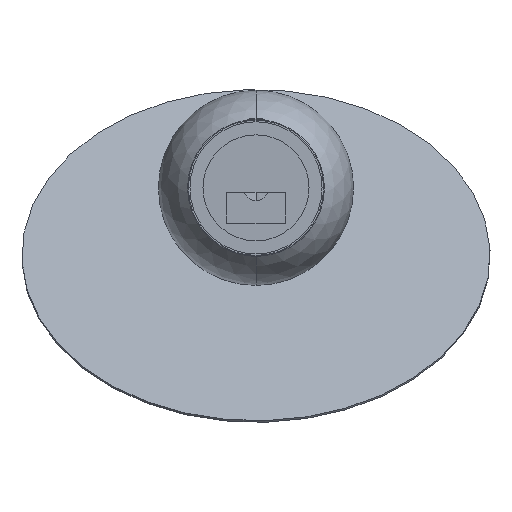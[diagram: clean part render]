
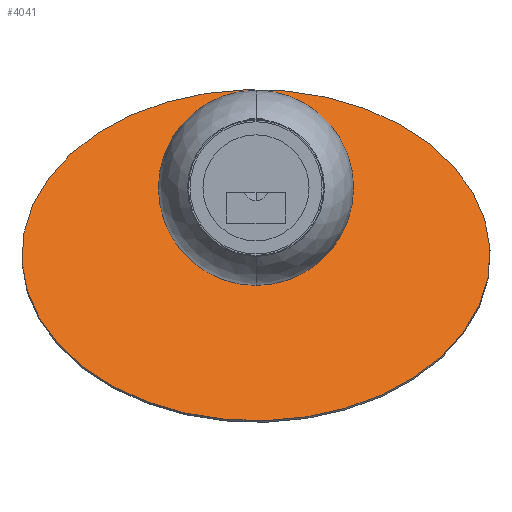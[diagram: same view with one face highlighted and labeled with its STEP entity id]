
A CAD part, front view. The second image highlights one B-rep face of the part: STEP entity #4041.
In plain terms, the highlighted face is planar.
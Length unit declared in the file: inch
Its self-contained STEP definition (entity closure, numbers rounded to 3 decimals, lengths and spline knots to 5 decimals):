
#344 = CIRCLE ( 'NONE', #4195, 0.31496 ) ;
#672 = CIRCLE ( 'NONE', #1157, 6. ) ;
#709 = DIRECTION ( 'NONE',  ( 0.707, 0., -0.707 ) ) ;
#906 = CARTESIAN_POINT ( 'NONE',  ( -1.83152, 0., 11.23892 ) ) ;
#1052 = CARTESIAN_POINT ( 'NONE',  ( -1.60881, 0., 11.46163 ) ) ;
#1157 = AXIS2_PLACEMENT_3D ( 'NONE', #906, #5662, #1595 ) ;
#1318 = DIRECTION ( 'NONE',  ( -0.707, 0., 0.707 ) ) ;
#1595 = DIRECTION ( 'NONE',  ( 0.707, 0., 0.707 ) ) ;
#1674 = FACE_BOUND ( 'NONE', #7366, .T. ) ;
#1678 = AXIS2_PLACEMENT_3D ( 'NONE', #4917, #1826, #6564 ) ;
#1826 = DIRECTION ( 'NONE',  ( 0.707, 0., -0.707 ) ) ;
#1897 = DIRECTION ( 'NONE',  ( -0.707, 0., 0.707 ) ) ;
#2144 = AXIS2_PLACEMENT_3D ( 'NONE', #5939, #1897, #6624 ) ;
#2146 = AXIS2_PLACEMENT_3D ( 'NONE', #4768, #709, #5462 ) ;
#2226 = ORIENTED_EDGE ( 'NONE', *, *, #2608, .T. ) ;
#2275 = EDGE_LOOP ( 'NONE', ( #2226, #5161 ) ) ;
#2608 = EDGE_CURVE ( 'NONE', #6730, #6026, #4968, .T. ) ;
#2688 = VERTEX_POINT ( 'NONE', #3477 ) ;
#3277 = FACE_OUTER_BOUND ( 'NONE', #2275, .T. ) ;
#3477 = CARTESIAN_POINT ( 'NONE',  ( -2.05423, 0., 11.0162 ) ) ;
#3623 = ORIENTED_EDGE ( 'NONE', *, *, #4152, .T. ) ;
#4041 = ADVANCED_FACE ( 'NONE', ( #1674, #3277 ), #7599, .T. ) ;
#4152 = EDGE_CURVE ( 'NONE', #6830, #2688, #8231, .T. ) ;
#4195 = AXIS2_PLACEMENT_3D ( 'NONE', #5392, #1318, #6063 ) ;
#4404 = CARTESIAN_POINT ( 'NONE',  ( 2.41112, 0., 15.48156 ) ) ;
#4768 = CARTESIAN_POINT ( 'NONE',  ( -1.83152, 0., 11.23892 ) ) ;
#4917 = CARTESIAN_POINT ( 'NONE',  ( -1.83152, 0., 11.23892 ) ) ;
#4968 = CIRCLE ( 'NONE', #2146, 6. ) ;
#5161 = ORIENTED_EDGE ( 'NONE', *, *, #5305, .T. ) ;
#5305 = EDGE_CURVE ( 'NONE', #6026, #6730, #672, .T. ) ;
#5392 = CARTESIAN_POINT ( 'NONE',  ( -1.83152, 0., 11.23892 ) ) ;
#5462 = DIRECTION ( 'NONE',  ( 0.707, 0., 0.707 ) ) ;
#5662 = DIRECTION ( 'NONE',  ( 0.707, 0., -0.707 ) ) ;
#5743 = EDGE_CURVE ( 'NONE', #2688, #6830, #344, .T. ) ;
#5939 = CARTESIAN_POINT ( 'NONE',  ( -1.83152, 0., 11.23892 ) ) ;
#6026 = VERTEX_POINT ( 'NONE', #7115 ) ;
#6063 = DIRECTION ( 'NONE',  ( -0.707, 0., -0.707 ) ) ;
#6564 = DIRECTION ( 'NONE',  ( -0.707, 0., -0.707 ) ) ;
#6624 = DIRECTION ( 'NONE',  ( -0.707, 0., -0.707 ) ) ;
#6730 = VERTEX_POINT ( 'NONE', #4404 ) ;
#6830 = VERTEX_POINT ( 'NONE', #1052 ) ;
#7115 = CARTESIAN_POINT ( 'NONE',  ( -6.07416, 0., 6.99627 ) ) ;
#7366 = EDGE_LOOP ( 'NONE', ( #8506, #3623 ) ) ;
#7599 = PLANE ( 'NONE',  #1678 ) ;
#8231 = CIRCLE ( 'NONE', #2144, 0.31496 ) ;
#8506 = ORIENTED_EDGE ( 'NONE', *, *, #5743, .T. ) ;
